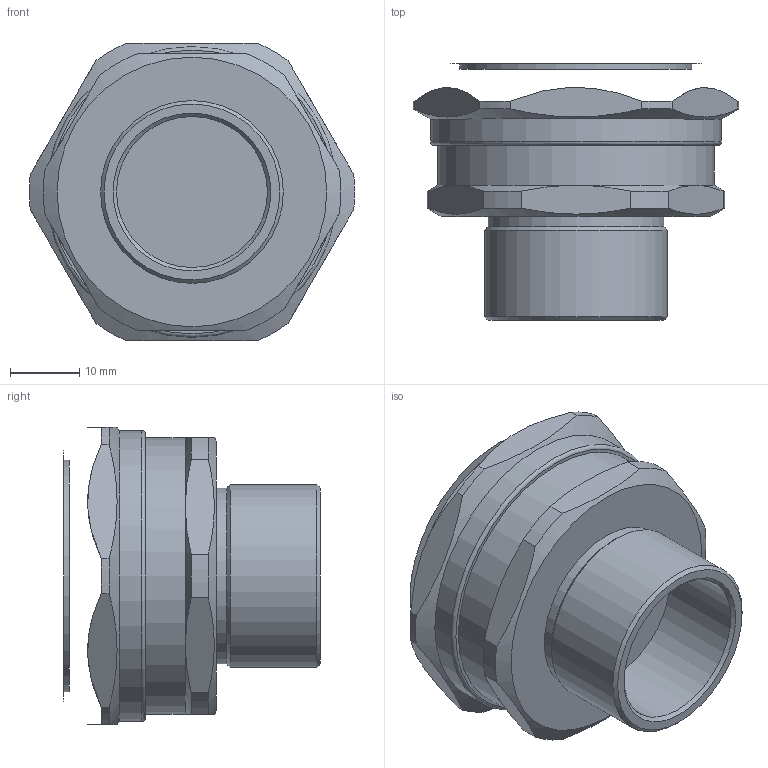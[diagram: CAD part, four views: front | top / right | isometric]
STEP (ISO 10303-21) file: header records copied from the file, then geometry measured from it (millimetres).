
FILE_DESCRIPTION(/* description */ (''),/* implementation_level */ '2;1');
FILE_NAME(/* name */ '',/* time_stamp */ '2023-07-17T10:03:18+07:00',/* author */ ('zeta-09'),/* organization */ (''),/* preprocessor_version */ 'ST-DEVELOPER v19.2',/* originating_system */ 'Autodesk Inventor 2024',/* authorisation */ '');
FILE_SCHEMA (('AUTOMOTIVE_DESIGN { 1 0 10303 214 3 1 1 }'));
Length unit declared in the file: millimetre
Products named in the file (1): Деталь8
Bounding box: 46.98 x 37.05 x 43 mm (x, y, z)
Volume: 32302.4 mm3; surface area: 7948.6 mm2
Topology: 1 solids, 1 shells, 56 faces, 131 edges, 83 vertices
Faces by surface type: plane 20, cylinder 19, cone 13, bspline 2, torus 2
Full cylindrical faces by diameter (mm): 21.8 x1, 25.4 x1, 26.4 x1, 33.5 x1, 40 x1, 42 x1
Entity records: 1760 total; most frequent: CARTESIAN_POINT 415, DIRECTION 264, ORIENTED_EDGE 262, EDGE_CURVE 131, AXIS2_PLACEMENT_3D 114, VERTEX_POINT 83, EDGE_LOOP 62, CIRCLE 59
